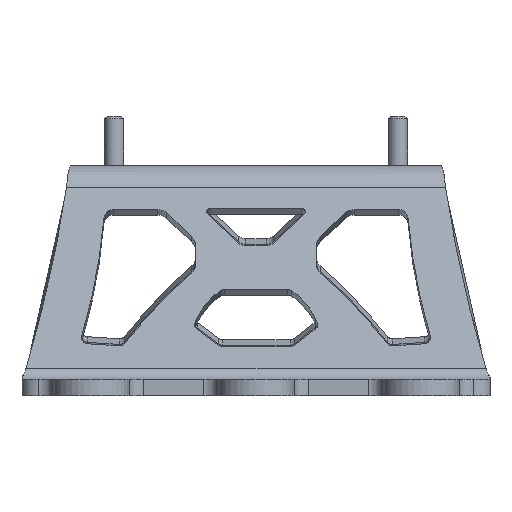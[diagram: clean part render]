
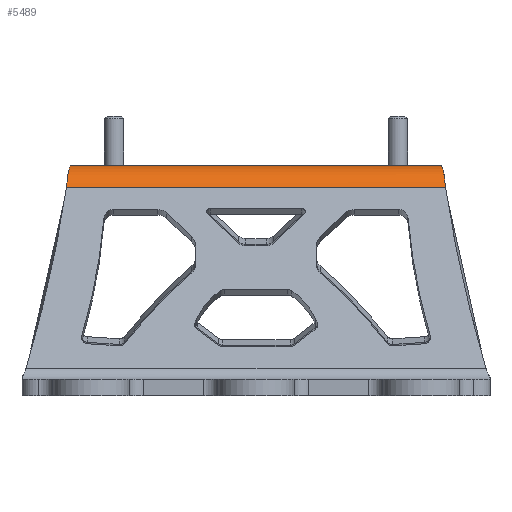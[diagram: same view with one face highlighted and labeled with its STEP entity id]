
A CAD part, left-side view. The second image highlights one B-rep face of the part: STEP entity #5489.
In plain terms, the highlighted cylindrical face has radius 10 mm (diameter 20 mm), a partial arc.
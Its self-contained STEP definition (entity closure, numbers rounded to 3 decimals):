
#163=B_SPLINE_CURVE_WITH_KNOTS('',3,(#12586,#12587,#12588,#12589),
 .UNSPECIFIED.,.F.,.F.,(4,4),(0.,0.611),.UNSPECIFIED.);
#164=B_SPLINE_CURVE_WITH_KNOTS('',3,(#12591,#12592,#12593,#12594),
 .UNSPECIFIED.,.F.,.F.,(4,4),(0.,0.),.UNSPECIFIED.);
#165=B_SPLINE_CURVE_WITH_KNOTS('',3,(#12596,#12597,#12598,#12599),
 .UNSPECIFIED.,.F.,.F.,(4,4),(-0.147,-0.138),
 .UNSPECIFIED.);
#166=B_SPLINE_CURVE_WITH_KNOTS('',3,(#12603,#12604,#12605,#12606),
 .UNSPECIFIED.,.F.,.F.,(4,4),(-0.01,0.),.UNSPECIFIED.);
#167=B_SPLINE_CURVE_WITH_KNOTS('',3,(#12608,#12609,#12610,#12611),
 .UNSPECIFIED.,.F.,.F.,(4,4),(0.,0.),.UNSPECIFIED.);
#168=B_SPLINE_CURVE_WITH_KNOTS('',3,(#12612,#12613,#12614,#12615),
 .UNSPECIFIED.,.F.,.F.,(4,4),(0.,0.611),.UNSPECIFIED.);
#328=CYLINDRICAL_SURFACE('',#5974,10.);
#709=FACE_OUTER_BOUND('',#1027,.T.);
#1027=EDGE_LOOP('',(#4584,#4585,#4586,#4587,#4588,#4589,#4590,#4591));
#1225=LINE('',#8994,#1637);
#1421=LINE('',#12601,#1833);
#1637=VECTOR('',#6390,10.);
#1833=VECTOR('',#7108,10.);
#2391=VERTEX_POINT('',#8992);
#2392=VERTEX_POINT('',#8993);
#2633=VERTEX_POINT('',#12585);
#2634=VERTEX_POINT('',#12590);
#2635=VERTEX_POINT('',#12595);
#2636=VERTEX_POINT('',#12600);
#2637=VERTEX_POINT('',#12602);
#2638=VERTEX_POINT('',#12607);
#2975=EDGE_CURVE('',#2391,#2392,#1225,.T.);
#3352=EDGE_CURVE('',#2391,#2633,#163,.T.);
#3353=EDGE_CURVE('',#2633,#2634,#164,.T.);
#3354=EDGE_CURVE('',#2634,#2635,#165,.T.);
#3355=EDGE_CURVE('',#2635,#2636,#1421,.T.);
#3356=EDGE_CURVE('',#2636,#2637,#166,.T.);
#3357=EDGE_CURVE('',#2637,#2638,#167,.T.);
#3358=EDGE_CURVE('',#2638,#2392,#168,.T.);
#4584=ORIENTED_EDGE('',*,*,#2975,.F.);
#4585=ORIENTED_EDGE('',*,*,#3352,.T.);
#4586=ORIENTED_EDGE('',*,*,#3353,.T.);
#4587=ORIENTED_EDGE('',*,*,#3354,.T.);
#4588=ORIENTED_EDGE('',*,*,#3355,.T.);
#4589=ORIENTED_EDGE('',*,*,#3356,.T.);
#4590=ORIENTED_EDGE('',*,*,#3357,.T.);
#4591=ORIENTED_EDGE('',*,*,#3358,.T.);
#5489=ADVANCED_FACE('',(#709),#328,.T.);
#5974=AXIS2_PLACEMENT_3D('',#12584,#7106,#7107);
#6390=DIRECTION('',(0.,-1.,0.));
#7106=DIRECTION('center_axis',(0.,1.,0.));
#7107=DIRECTION('ref_axis',(-0.94,0.,0.342));
#7108=DIRECTION('',(0.,-1.,0.));
#8992=CARTESIAN_POINT('',(-51.168,55.924,16.806));
#8993=CARTESIAN_POINT('',(-51.168,-55.924,16.806));
#8994=CARTESIAN_POINT('',(-51.168,0.,16.806));
#12584=CARTESIAN_POINT('Origin',(-51.168,0.,
6.806));
#12585=CARTESIAN_POINT('',(-56.903,56.845,14.998));
#12586=CARTESIAN_POINT('Ctrl Pts',(-51.168,55.924,16.806));
#12587=CARTESIAN_POINT('Ctrl Pts',(-53.204,56.231,16.806));
#12588=CARTESIAN_POINT('Ctrl Pts',(-55.235,56.538,16.166));
#12589=CARTESIAN_POINT('Ctrl Pts',(-56.903,56.845,14.998));
#12590=CARTESIAN_POINT('',(-56.903,56.842,14.998));
#12591=CARTESIAN_POINT('Ctrl Pts',(-56.903,56.845,14.998));
#12592=CARTESIAN_POINT('Ctrl Pts',(-56.903,56.844,14.998));
#12593=CARTESIAN_POINT('Ctrl Pts',(-56.903,56.843,14.998));
#12594=CARTESIAN_POINT('Ctrl Pts',(-56.903,56.842,14.998));
#12595=CARTESIAN_POINT('',(-60.565,57.445,10.226));
#12596=CARTESIAN_POINT('Ctrl Pts',(-56.903,56.842,14.998));
#12597=CARTESIAN_POINT('Ctrl Pts',(-58.573,57.036,13.829));
#12598=CARTESIAN_POINT('Ctrl Pts',(-59.869,57.237,12.138));
#12599=CARTESIAN_POINT('Ctrl Pts',(-60.565,57.445,10.226));
#12600=CARTESIAN_POINT('',(-60.565,-57.445,10.226));
#12601=CARTESIAN_POINT('',(-60.565,0.,10.226));
#12602=CARTESIAN_POINT('',(-56.903,-56.842,14.998));
#12603=CARTESIAN_POINT('Ctrl Pts',(-60.565,-57.445,
10.226));
#12604=CARTESIAN_POINT('Ctrl Pts',(-59.869,-57.237,
12.138));
#12605=CARTESIAN_POINT('Ctrl Pts',(-58.573,-57.036,
13.829));
#12606=CARTESIAN_POINT('Ctrl Pts',(-56.903,-56.842,14.998));
#12607=CARTESIAN_POINT('',(-56.901,-56.844,14.999));
#12608=CARTESIAN_POINT('Ctrl Pts',(-56.903,-56.842,14.998));
#12609=CARTESIAN_POINT('Ctrl Pts',(-56.903,-56.842,
14.998));
#12610=CARTESIAN_POINT('Ctrl Pts',(-56.902,-56.843,14.999));
#12611=CARTESIAN_POINT('Ctrl Pts',(-56.901,-56.844,
14.999));
#12612=CARTESIAN_POINT('Ctrl Pts',(-56.901,-56.844,
14.999));
#12613=CARTESIAN_POINT('Ctrl Pts',(-55.234,-56.538,16.166));
#12614=CARTESIAN_POINT('Ctrl Pts',(-53.203,-56.231,
16.806));
#12615=CARTESIAN_POINT('Ctrl Pts',(-51.168,-55.924,
16.806));
